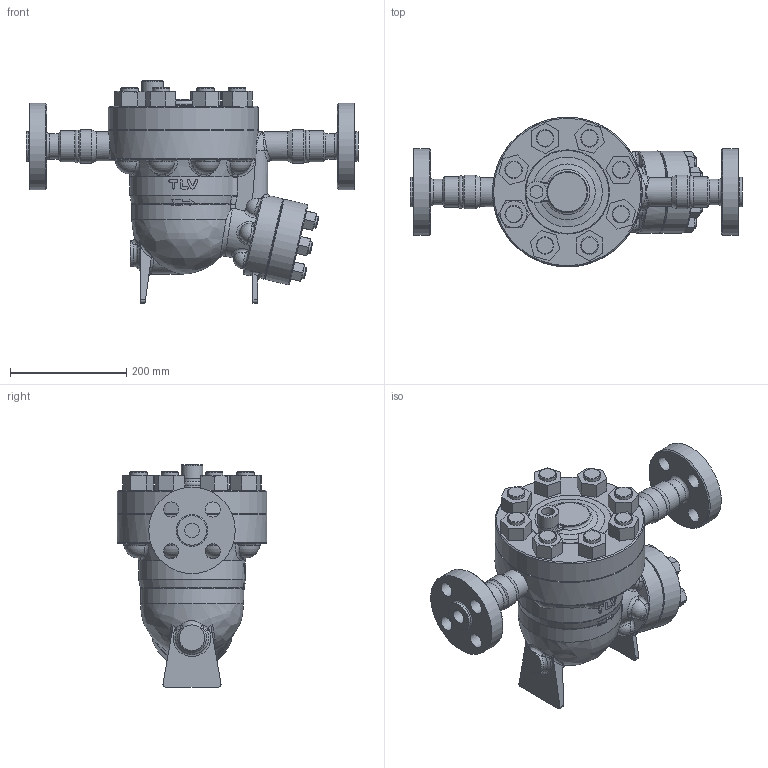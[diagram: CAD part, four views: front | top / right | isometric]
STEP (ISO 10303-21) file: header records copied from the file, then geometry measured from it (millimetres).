
FILE_DESCRIPTION((''),'2;1');
FILE_NAME('j7hw0-025-a0900-00.stp','2010-08-04T08:58:11',('nakaot'),(''),'Autodesk Inventor 2008','Autodesk Inventor 2008','');
FILE_SCHEMA(('AUTOMOTIVE_DESIGN { 1 0 10303 214 1 1 1 1 }'));
Length unit declared in the file: millimetre
Products named in the file (1): j7hw0-025-a0900-00
Bounding box: 572 x 258 x 382.8 mm (x, y, z)
Volume: 12594931.1 mm3; surface area: 740922.2 mm2
Topology: 1 solids, 1 shells, 557 faces, 1400 edges, 885 vertices
Faces by surface type: plane 202, bspline 193, cone 73, cylinder 66, sphere 15, torus 8
Full cylindrical faces by diameter (mm): 20 x12, 25 x1, 26 x4, 30 x8, 34 x1, 37 x1, 44 x2, 50 x2, 50.8 x1, 53 x1, 58 x2, 70 x1, 83 x1, 142 x2, 149 x1, 164 x1, 258 x2
Entity records: 41440 total; most frequent: CARTESIAN_POINT 30392, ORIENTED_EDGE 2326, DIRECTION 1972, EDGE_CURVE 1163, AXIS2_PLACEMENT_3D 837, VERTEX_POINT 799, EDGE_LOOP 764, FACE_OUTER_BOUND 557
